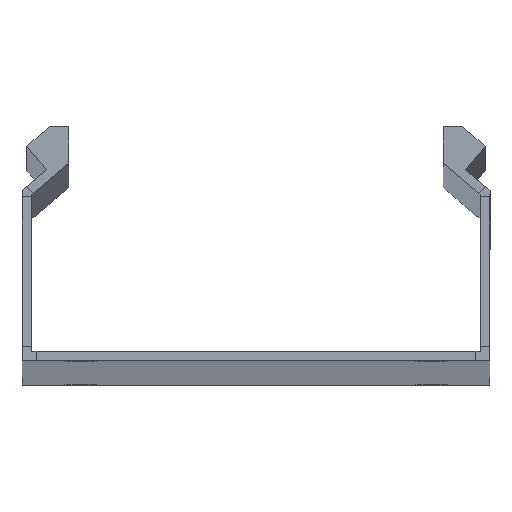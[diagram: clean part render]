
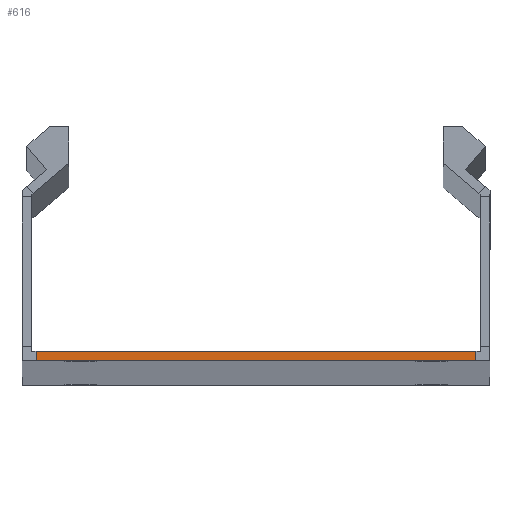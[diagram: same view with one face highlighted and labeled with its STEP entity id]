
A CAD part, top view. The second image highlights one B-rep face of the part: STEP entity #616.
In plain terms, the highlighted planar face has unit normal (0, 0, 1).
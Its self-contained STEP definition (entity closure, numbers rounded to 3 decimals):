
#19 = CARTESIAN_POINT ( 'NONE',  ( -47., 0., 1500. ) ) ;
#88 = VECTOR ( 'NONE', #1227, 1000. ) ;
#265 = CARTESIAN_POINT ( 'NONE',  ( 48., 3., 1500. ) ) ;
#578 = CARTESIAN_POINT ( 'NONE',  ( 47., 0., 1500. ) ) ;
#616 = ADVANCED_FACE ( 'NONE', ( #4314 ), #3466, .T. ) ;
#651 = EDGE_CURVE ( 'NONE', #1190, #2255, #1828, .T. ) ;
#737 = EDGE_CURVE ( 'NONE', #2301, #2255, #4030, .T. ) ;
#835 = AXIS2_PLACEMENT_3D ( 'NONE', #265, #3420, #2712 ) ;
#913 = ORIENTED_EDGE ( 'NONE', *, *, #737, .T. ) ;
#1087 = ORIENTED_EDGE ( 'NONE', *, *, #1884, .T. ) ;
#1112 = CARTESIAN_POINT ( 'NONE',  ( 47., 0., 1500. ) ) ;
#1190 = VERTEX_POINT ( 'NONE', #578 ) ;
#1227 = DIRECTION ( 'NONE',  ( 0., 1., 0. ) ) ;
#1343 = DIRECTION ( 'NONE',  ( -1., 0., 0. ) ) ;
#1715 = DIRECTION ( 'NONE',  ( -1., 0., 0. ) ) ;
#1828 = LINE ( 'NONE', #3821, #3923 ) ;
#1884 = EDGE_CURVE ( 'NONE', #4418, #2301, #4435, .T. ) ;
#1886 = VECTOR ( 'NONE', #1715, 1000. ) ;
#1962 = ORIENTED_EDGE ( 'NONE', *, *, #3037, .T. ) ;
#2140 = DIRECTION ( 'NONE',  ( 0., -1., 0. ) ) ;
#2255 = VERTEX_POINT ( 'NONE', #19 ) ;
#2301 = VERTEX_POINT ( 'NONE', #4339 ) ;
#2712 = DIRECTION ( 'NONE',  ( 1., 0., 0. ) ) ;
#3037 = EDGE_CURVE ( 'NONE', #1190, #4418, #3897, .T. ) ;
#3370 = VECTOR ( 'NONE', #2140, 1000. ) ;
#3420 = DIRECTION ( 'NONE',  ( 0., 0., 1. ) ) ;
#3466 = PLANE ( 'NONE',  #835 ) ;
#3538 = CARTESIAN_POINT ( 'NONE',  ( -47., 2., 1500. ) ) ;
#3746 = ORIENTED_EDGE ( 'NONE', *, *, #651, .F. ) ;
#3765 = CARTESIAN_POINT ( 'NONE',  ( 47., 2., 1500. ) ) ;
#3815 = CARTESIAN_POINT ( 'NONE',  ( -50., 2., 1500. ) ) ;
#3821 = CARTESIAN_POINT ( 'NONE',  ( -50., 0., 1500. ) ) ;
#3897 = LINE ( 'NONE', #1112, #88 ) ;
#3923 = VECTOR ( 'NONE', #1343, 1000. ) ;
#3997 = EDGE_LOOP ( 'NONE', ( #3746, #1962, #1087, #913 ) ) ;
#4030 = LINE ( 'NONE', #3538, #3370 ) ;
#4314 = FACE_OUTER_BOUND ( 'NONE', #3997, .T. ) ;
#4339 = CARTESIAN_POINT ( 'NONE',  ( -47., 2., 1500. ) ) ;
#4418 = VERTEX_POINT ( 'NONE', #3765 ) ;
#4435 = LINE ( 'NONE', #3815, #1886 ) ;
